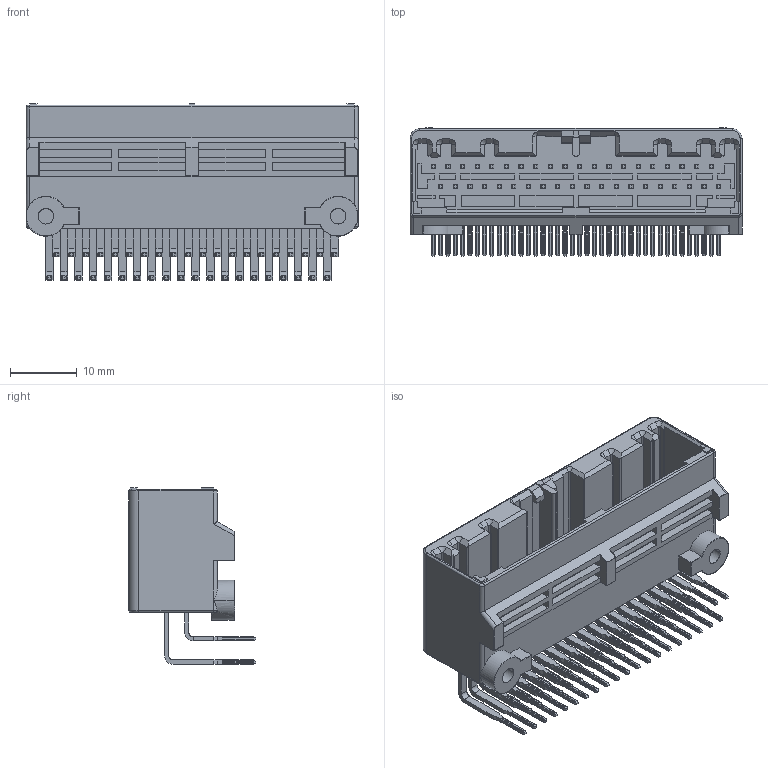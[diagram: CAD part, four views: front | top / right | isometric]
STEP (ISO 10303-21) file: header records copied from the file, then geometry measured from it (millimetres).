
FILE_DESCRIPTION( ('This file contains a STEP AP42 implementation' ,'as created by ZW3D STEP Interface translator.') ,'2;1' );
FILE_NAME( '72230-2MR040ABSNBT1.stp' ,'231026.171822', (''), ('ZWCAD Software Co.'), 'Version 1.0', 'ZW3D to STEP translator', '' );
FILE_SCHEMA(('AUTOMOTIVE_DESIGN { 1 0 10303 214 1 1 1 1 }'));
Length unit declared in the file: millimetre
Products named in the file (2): 0; 72230-2MR040ABSNBT1
Bounding box: 49.9 x 19.2 x 26.52 mm (x, y, z)
Volume: 5922.7 mm3; surface area: 10969.4 mm2
Topology: 1 solids, 1 shells, 3495 faces, 10188 edges, 6839 vertices
Faces by surface type: plane 2411, cylinder 549, bspline 512, sphere 12, cone 11
Entity records: 142891 total; most frequent: CARTESIAN_POINT 60225, ORIENTED_EDGE 20376, DIRECTION 10490, EDGE_CURVE 10188, VERTEX_POINT 6839, B_SPLINE_CURVE_WITH_KNOTS 6052, VECTOR 3750, LINE 3750
